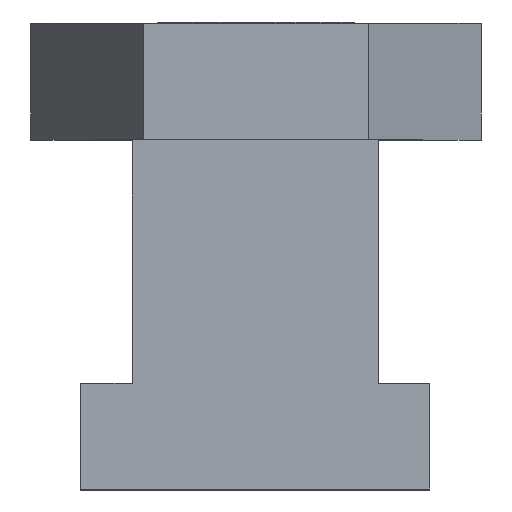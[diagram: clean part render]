
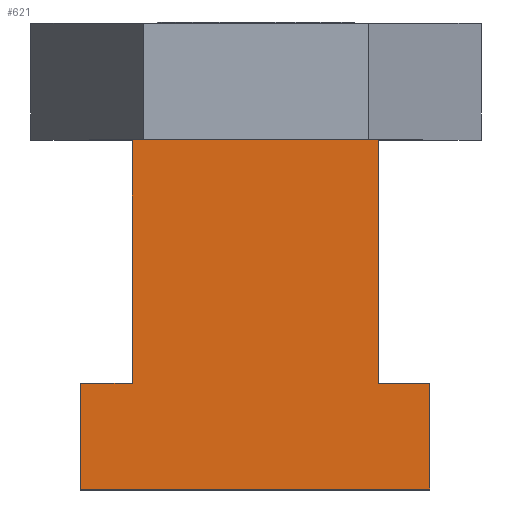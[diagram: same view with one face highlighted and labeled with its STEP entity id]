
A CAD part, top view. The second image highlights one B-rep face of the part: STEP entity #621.
In plain terms, the highlighted planar face has unit normal (0, 0, 1).
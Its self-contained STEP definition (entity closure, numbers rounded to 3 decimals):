
#461 = EDGE_CURVE ( 'NONE', #634, #485, #1343, .T. ) ;
#473 = VERTEX_POINT ( 'NONE', #1242 ) ;
#483 = EDGE_CURVE ( 'NONE', #485, #508, #1328, .T. ) ;
#485 = VERTEX_POINT ( 'NONE', #1239 ) ;
#508 = VERTEX_POINT ( 'NONE', #1213 ) ;
#548 = EDGE_CURVE ( 'NONE', #473, #632, #1198, .T. ) ;
#564 = EDGE_CURVE ( 'NONE', #632, #639, #1314, .T. ) ;
#572 = EDGE_CURVE ( 'NONE', #508, #663, #1292, .T. ) ;
#621 = ADVANCED_FACE ( 'NONE', ( #1193 ), #1293, .F. ) ;
#622 = ORIENTED_EDGE ( 'NONE', *, *, #461, .T. ) ;
#623 = ORIENTED_EDGE ( 'NONE', *, *, #661, .T. ) ;
#624 = ORIENTED_EDGE ( 'NONE', *, *, #483, .T. ) ;
#625 = ORIENTED_EDGE ( 'NONE', *, *, #564, .T. ) ;
#626 = ORIENTED_EDGE ( 'NONE', *, *, #655, .T. ) ;
#632 = VERTEX_POINT ( 'NONE', #1272 ) ;
#634 = VERTEX_POINT ( 'NONE', #1297 ) ;
#639 = VERTEX_POINT ( 'NONE', #1138 ) ;
#655 = EDGE_CURVE ( 'NONE', #663, #676, #1132, .T. ) ;
#661 = EDGE_CURVE ( 'NONE', #676, #473, #1115, .T. ) ;
#663 = VERTEX_POINT ( 'NONE', #1116 ) ;
#676 = VERTEX_POINT ( 'NONE', #1166 ) ;
#697 = EDGE_LOOP ( 'NONE', ( #623, #708, #625, #698, #622, #624, #714, #626 ) ) ;
#698 = ORIENTED_EDGE ( 'NONE', *, *, #705, .T. ) ;
#705 = EDGE_CURVE ( 'NONE', #639, #634, #1393, .T. ) ;
#708 = ORIENTED_EDGE ( 'NONE', *, *, #548, .T. ) ;
#714 = ORIENTED_EDGE ( 'NONE', *, *, #572, .T. ) ;
#1114 = CARTESIAN_POINT ( 'NONE',  ( 7.1, 4.3, 0. ) ) ;
#1115 = LINE ( 'NONE', #1114, #1189 ) ;
#1116 = CARTESIAN_POINT ( 'NONE',  ( 7.1, 0., 0. ) ) ;
#1126 = VECTOR ( 'NONE', #1136, 1000. ) ;
#1132 = LINE ( 'NONE', #1137, #1126 ) ;
#1136 = DIRECTION ( 'NONE',  ( 0., 1., 0. ) ) ;
#1137 = CARTESIAN_POINT ( 'NONE',  ( 7.1, 0., 0. ) ) ;
#1138 = CARTESIAN_POINT ( 'NONE',  ( -5., 14.2, 0. ) ) ;
#1140 = DIRECTION ( 'NONE',  ( -1., 0., 0. ) ) ;
#1141 = VECTOR ( 'NONE', #1140, 1000. ) ;
#1142 = CARTESIAN_POINT ( 'NONE',  ( -7.1, 4.3, 0. ) ) ;
#1166 = CARTESIAN_POINT ( 'NONE',  ( 7.1, 4.3, 0. ) ) ;
#1188 = DIRECTION ( 'NONE',  ( -1., 0., 0. ) ) ;
#1189 = VECTOR ( 'NONE', #1188, 1000. ) ;
#1193 = FACE_OUTER_BOUND ( 'NONE', #697, .T. ) ;
#1196 = VECTOR ( 'NONE', #1259, 1000. ) ;
#1197 = CARTESIAN_POINT ( 'NONE',  ( 5., 4.3, 0. ) ) ;
#1198 = LINE ( 'NONE', #1197, #1196 ) ;
#1213 = CARTESIAN_POINT ( 'NONE',  ( -7.1, 0., 0. ) ) ;
#1239 = CARTESIAN_POINT ( 'NONE',  ( -7.1, 4.3, 0. ) ) ;
#1242 = CARTESIAN_POINT ( 'NONE',  ( 5., 4.3, 0. ) ) ;
#1257 = AXIS2_PLACEMENT_3D ( 'NONE', #1285, #1278, #1277 ) ;
#1259 = DIRECTION ( 'NONE',  ( 0., 1., 0. ) ) ;
#1272 = CARTESIAN_POINT ( 'NONE',  ( 5., 14.2, 0. ) ) ;
#1277 = DIRECTION ( 'NONE',  ( -1., 0., 0. ) ) ;
#1278 = DIRECTION ( 'NONE',  ( 0., 0., -1. ) ) ;
#1283 = DIRECTION ( 'NONE',  ( 1., 0., 0. ) ) ;
#1284 = VECTOR ( 'NONE', #1283, 1000. ) ;
#1285 = CARTESIAN_POINT ( 'NONE',  ( -7.1, 4.3, 0. ) ) ;
#1291 = CARTESIAN_POINT ( 'NONE',  ( -7.1, 0., 0. ) ) ;
#1292 = LINE ( 'NONE', #1291, #1284 ) ;
#1293 = PLANE ( 'NONE',  #1257 ) ;
#1297 = CARTESIAN_POINT ( 'NONE',  ( -5., 4.3, 0. ) ) ;
#1299 = DIRECTION ( 'NONE',  ( -1., 0., 0. ) ) ;
#1302 = VECTOR ( 'NONE', #1299, 1000. ) ;
#1305 = CARTESIAN_POINT ( 'NONE',  ( 5., 14.2, 0. ) ) ;
#1314 = LINE ( 'NONE', #1305, #1302 ) ;
#1325 = DIRECTION ( 'NONE',  ( 0., -1., 0. ) ) ;
#1326 = VECTOR ( 'NONE', #1325, 1000. ) ;
#1327 = CARTESIAN_POINT ( 'NONE',  ( -7.1, 0., 0. ) ) ;
#1328 = LINE ( 'NONE', #1327, #1326 ) ;
#1343 = LINE ( 'NONE', #1142, #1141 ) ;
#1385 = DIRECTION ( 'NONE',  ( 0., -1., 0. ) ) ;
#1386 = VECTOR ( 'NONE', #1385, 1000. ) ;
#1387 = CARTESIAN_POINT ( 'NONE',  ( -5., 4.3, 0. ) ) ;
#1393 = LINE ( 'NONE', #1387, #1386 ) ;
